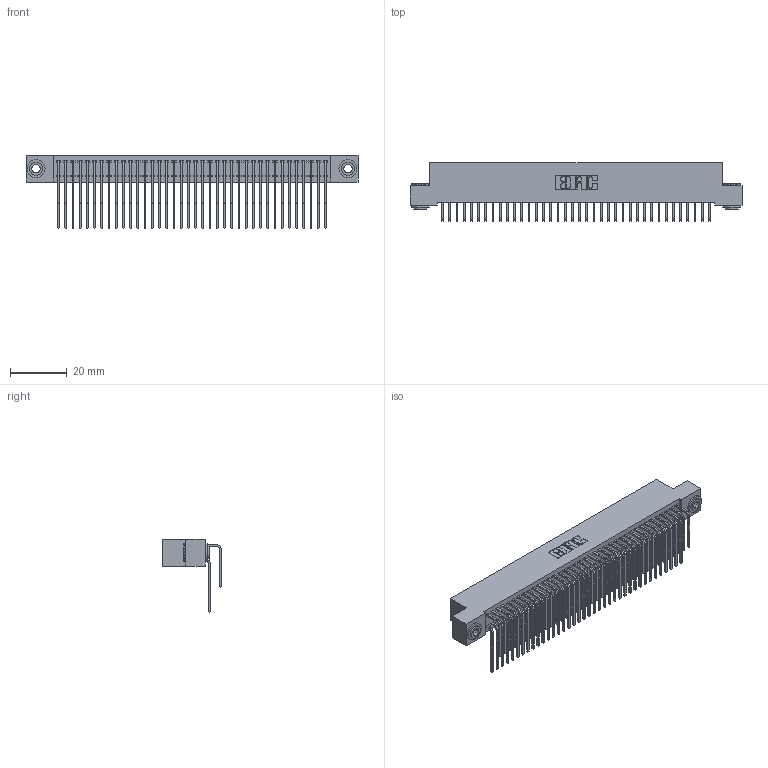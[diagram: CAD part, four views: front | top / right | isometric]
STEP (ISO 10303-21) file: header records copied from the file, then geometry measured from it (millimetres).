
FILE_DESCRIPTION (( 'STEP AP203' ), '1' );
FILE_NAME ('342-076-559-203.STEP', '2018-08-13T12:52:10', ( '' ), ( '' ), 'SwSTEP 2.0', 'SolidWorks 2016', '' );
FILE_SCHEMA (( 'CONFIG_CONTROL_DESIGN' ));
Length unit declared in the file: inch
Products named in the file (5): 342 Part_.156 TH; 345-292-001_558 559 Tail - 1; 345-292-001_559 Tail - 2; 342-250-002_345-250-002-102; 342-076-559-203
Assembly tree (79 placements, depth 2):
  342-076-559-203
    342 Part_.156 TH
    345-292-001_558 559 Tail - 1  x38
    345-292-001_559 Tail - 2  x38
    342-250-002_345-250-002-102  x2
Bounding box: 116.84 x 20.64 x 25.78 mm (x, y, z)
Volume: 10940.4 mm3; surface area: 19907 mm2
Topology: 79 solids, 79 shells, 4252 faces, 12611 edges, 8302 vertices
Faces by surface type: plane 2964, cylinder 1280, cone 8
Entity records: 27266 total; most frequent: CARTESIAN_POINT 4548, ORIENTED_EDGE 4426, DIRECTION 3907, EDGE_CURVE 2213, VECTOR 2021, LINE 2021, VERTEX_POINT 1470, AXIS2_PLACEMENT_3D 943
